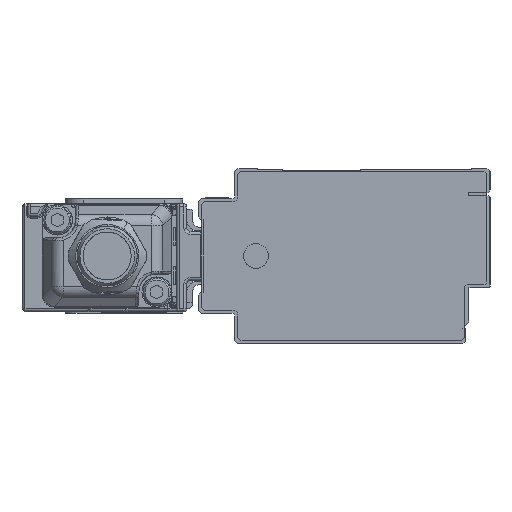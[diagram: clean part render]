
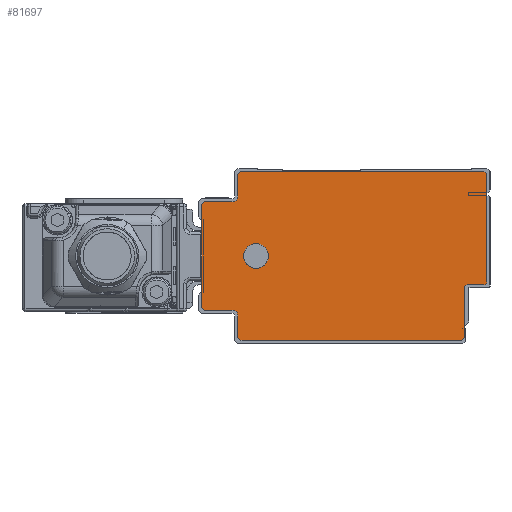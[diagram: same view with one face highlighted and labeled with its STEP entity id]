
A CAD part, left-side view. The second image highlights one B-rep face of the part: STEP entity #81697.
In plain terms, the highlighted planar face has unit normal (-1, 0, 0).
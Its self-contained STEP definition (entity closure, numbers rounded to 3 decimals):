
#80169=AXIS2_PLACEMENT_3D('Circle Axis2P3D',#80167,#80168,$) ;
#80207=AXIS2_PLACEMENT_3D('Circle Axis2P3D',#80205,#80206,$) ;
#80245=AXIS2_PLACEMENT_3D('Circle Axis2P3D',#80243,#80244,$) ;
#80283=AXIS2_PLACEMENT_3D('Circle Axis2P3D',#80281,#80282,$) ;
#81580=AXIS2_PLACEMENT_3D('Plane Axis2P3D',#81577,#81578,#81579) ;
#81584=AXIS2_PLACEMENT_3D('Circle Axis2P3D',#81582,#81583,$) ;
#81598=AXIS2_PLACEMENT_3D('Circle Axis2P3D',#81596,#81597,$) ;
#81612=AXIS2_PLACEMENT_3D('Circle Axis2P3D',#81610,#81611,$) ;
#81626=AXIS2_PLACEMENT_3D('Circle Axis2P3D',#81624,#81625,$) ;
#81640=AXIS2_PLACEMENT_3D('Circle Axis2P3D',#81638,#81639,$) ;
#81654=AXIS2_PLACEMENT_3D('Circle Axis2P3D',#81652,#81653,$) ;
#81681=AXIS2_PLACEMENT_3D('Circle Axis2P3D',#81679,#81680,$) ;
#81690=AXIS2_PLACEMENT_3D('Circle Axis2P3D',#81688,#81689,$) ;
#80125=CARTESIAN_POINT('Line Origine',(-675.5,44.,14.5)) ;
#80129=CARTESIAN_POINT('Vertex',(-675.5,44.,6.)) ;
#80131=CARTESIAN_POINT('Vertex',(-675.5,44.,23.)) ;
#80167=CARTESIAN_POINT('Axis2P3D Location',(-675.5,43.5,23.)) ;
#80171=CARTESIAN_POINT('Vertex',(-675.5,43.5,23.5)) ;
#80186=CARTESIAN_POINT('Line Origine',(-675.5,41.25,23.5)) ;
#80190=CARTESIAN_POINT('Vertex',(-675.5,39.,23.5)) ;
#80205=CARTESIAN_POINT('Axis2P3D Location',(-675.5,39.,24.5)) ;
#80209=CARTESIAN_POINT('Vertex',(-675.5,38.,24.5)) ;
#80224=CARTESIAN_POINT('Line Origine',(-675.5,38.,26.25)) ;
#80228=CARTESIAN_POINT('Vertex',(-675.5,38.,28.)) ;
#80243=CARTESIAN_POINT('Axis2P3D Location',(-675.5,37.5,28.)) ;
#80247=CARTESIAN_POINT('Vertex',(-675.5,37.5,28.5)) ;
#80262=CARTESIAN_POINT('Line Origine',(-675.5,17.25,28.5)) ;
#80266=CARTESIAN_POINT('Vertex',(-675.5,-3.,28.5)) ;
#80281=CARTESIAN_POINT('Axis2P3D Location',(-675.5,-3.,28.)) ;
#80285=CARTESIAN_POINT('Vertex',(-675.5,-3.5,28.)) ;
#80300=CARTESIAN_POINT('Line Origine',(-675.5,-3.5,19.1)) ;
#80304=CARTESIAN_POINT('Vertex',(-675.5,-3.5,10.2)) ;
#81577=CARTESIAN_POINT('Axis2P3D Location',(-675.5,0.,0.)) ;
#81582=CARTESIAN_POINT('Axis2P3D Location',(-675.5,43.5,6.)) ;
#81586=CARTESIAN_POINT('Vertex',(-675.5,43.5,5.5)) ;
#81589=CARTESIAN_POINT('Line Origine',(-675.5,41.25,5.5)) ;
#81593=CARTESIAN_POINT('Vertex',(-675.5,39.,5.5)) ;
#81596=CARTESIAN_POINT('Axis2P3D Location',(-675.5,39.,4.5)) ;
#81600=CARTESIAN_POINT('Vertex',(-675.5,38.,4.5)) ;
#81603=CARTESIAN_POINT('Line Origine',(-675.5,38.,2.75)) ;
#81607=CARTESIAN_POINT('Vertex',(-675.5,38.,1.)) ;
#81610=CARTESIAN_POINT('Axis2P3D Location',(-675.5,37.5,1.)) ;
#81614=CARTESIAN_POINT('Vertex',(-675.5,37.5,0.5)) ;
#81617=CARTESIAN_POINT('Line Origine',(-675.5,19.15,0.5)) ;
#81621=CARTESIAN_POINT('Vertex',(-675.5,0.8,0.5)) ;
#81624=CARTESIAN_POINT('Axis2P3D Location',(-675.5,0.8,1.)) ;
#81628=CARTESIAN_POINT('Vertex',(-675.5,0.3,1.)) ;
#81631=CARTESIAN_POINT('Line Origine',(-675.5,0.3,5.1)) ;
#81635=CARTESIAN_POINT('Vertex',(-675.5,0.3,9.2)) ;
#81638=CARTESIAN_POINT('Axis2P3D Location',(-675.5,-0.2,9.2)) ;
#81642=CARTESIAN_POINT('Vertex',(-675.5,-0.2,9.7)) ;
#81645=CARTESIAN_POINT('Line Origine',(-675.5,-1.6,9.7)) ;
#81649=CARTESIAN_POINT('Vertex',(-675.5,-3.,9.7)) ;
#81652=CARTESIAN_POINT('Axis2P3D Location',(-675.5,-3.,10.2)) ;
#81679=CARTESIAN_POINT('Axis2P3D Location',(-675.5,35.,14.5)) ;
#81683=CARTESIAN_POINT('Vertex',(-675.5,33.186,13.509)) ;
#81685=CARTESIAN_POINT('Vertex',(-675.5,36.814,15.491)) ;
#81688=CARTESIAN_POINT('Axis2P3D Location',(-675.5,35.,14.5)) ;
#80126=DIRECTION('Vector Direction',(0.,0.,1.)) ;
#80168=DIRECTION('Axis2P3D Direction',(1.,0.,0.)) ;
#80187=DIRECTION('Vector Direction',(0.,1.,0.)) ;
#80206=DIRECTION('Axis2P3D Direction',(1.,0.,0.)) ;
#80225=DIRECTION('Vector Direction',(0.,0.,1.)) ;
#80244=DIRECTION('Axis2P3D Direction',(1.,0.,0.)) ;
#80263=DIRECTION('Vector Direction',(0.,1.,0.)) ;
#80282=DIRECTION('Axis2P3D Direction',(1.,0.,-0.)) ;
#80301=DIRECTION('Vector Direction',(0.,0.,-1.)) ;
#81578=DIRECTION('Axis2P3D Direction',(1.,0.,0.)) ;
#81579=DIRECTION('Axis2P3D XDirection',(0.,1.,0.)) ;
#81583=DIRECTION('Axis2P3D Direction',(1.,0.,0.)) ;
#81590=DIRECTION('Vector Direction',(0.,-1.,0.)) ;
#81597=DIRECTION('Axis2P3D Direction',(1.,0.,0.)) ;
#81604=DIRECTION('Vector Direction',(0.,0.,1.)) ;
#81611=DIRECTION('Axis2P3D Direction',(1.,0.,0.)) ;
#81618=DIRECTION('Vector Direction',(0.,-1.,0.)) ;
#81625=DIRECTION('Axis2P3D Direction',(1.,0.,0.)) ;
#81632=DIRECTION('Vector Direction',(0.,0.,-1.)) ;
#81639=DIRECTION('Axis2P3D Direction',(1.,0.,0.)) ;
#81646=DIRECTION('Vector Direction',(0.,1.,0.)) ;
#81653=DIRECTION('Axis2P3D Direction',(1.,0.,0.)) ;
#81680=DIRECTION('Axis2P3D Direction',(1.,0.,0.)) ;
#81689=DIRECTION('Axis2P3D Direction',(1.,0.,0.)) ;
#80127=VECTOR('Line Direction',#80126,1.) ;
#80188=VECTOR('Line Direction',#80187,1.) ;
#80226=VECTOR('Line Direction',#80225,1.) ;
#80264=VECTOR('Line Direction',#80263,1.) ;
#80302=VECTOR('Line Direction',#80301,1.) ;
#81591=VECTOR('Line Direction',#81590,1.) ;
#81605=VECTOR('Line Direction',#81604,1.) ;
#81619=VECTOR('Line Direction',#81618,1.) ;
#81633=VECTOR('Line Direction',#81632,1.) ;
#81647=VECTOR('Line Direction',#81646,1.) ;
#81658=ORIENTED_EDGE('',*,*,#80268,.F.) ;
#81659=ORIENTED_EDGE('',*,*,#80249,.F.) ;
#81660=ORIENTED_EDGE('',*,*,#80230,.F.) ;
#81661=ORIENTED_EDGE('',*,*,#80211,.F.) ;
#81662=ORIENTED_EDGE('',*,*,#80192,.F.) ;
#81663=ORIENTED_EDGE('',*,*,#80173,.F.) ;
#81664=ORIENTED_EDGE('',*,*,#80133,.F.) ;
#81665=ORIENTED_EDGE('',*,*,#81588,.F.) ;
#81666=ORIENTED_EDGE('',*,*,#81595,.F.) ;
#81667=ORIENTED_EDGE('',*,*,#81602,.F.) ;
#81668=ORIENTED_EDGE('',*,*,#81609,.F.) ;
#81669=ORIENTED_EDGE('',*,*,#81616,.F.) ;
#81670=ORIENTED_EDGE('',*,*,#81623,.F.) ;
#81671=ORIENTED_EDGE('',*,*,#81630,.F.) ;
#81672=ORIENTED_EDGE('',*,*,#81637,.F.) ;
#81673=ORIENTED_EDGE('',*,*,#81644,.F.) ;
#81674=ORIENTED_EDGE('',*,*,#81651,.F.) ;
#81675=ORIENTED_EDGE('',*,*,#81656,.F.) ;
#81676=ORIENTED_EDGE('',*,*,#80306,.F.) ;
#81677=ORIENTED_EDGE('',*,*,#80287,.F.) ;
#81694=ORIENTED_EDGE('',*,*,#81687,.T.) ;
#81695=ORIENTED_EDGE('',*,*,#81692,.T.) ;
#81696=FACE_BOUND('',#81693,.T.) ;
#81697=ADVANCED_FACE('\X2\FF8EFF9EFF83FF9EFF68FF70\X0\.2',(#81678,#81696),#81581,.F.) ;
#80170=CIRCLE('generated circle',#80169,0.5) ;
#80208=CIRCLE('generated circle',#80207,1.) ;
#80246=CIRCLE('generated circle',#80245,0.5) ;
#80284=CIRCLE('generated circle',#80283,0.5) ;
#81585=CIRCLE('generated circle',#81584,0.5) ;
#81599=CIRCLE('generated circle',#81598,1.) ;
#81613=CIRCLE('generated circle',#81612,0.5) ;
#81627=CIRCLE('generated circle',#81626,0.5) ;
#81641=CIRCLE('generated circle',#81640,0.5) ;
#81655=CIRCLE('generated circle',#81654,0.5) ;
#81682=CIRCLE('generated circle',#81681,2.067) ;
#81691=CIRCLE('generated circle',#81690,2.067) ;
#80133=EDGE_CURVE('',#80130,#80132,#80128,.T.) ;
#80173=EDGE_CURVE('',#80132,#80172,#80170,.T.) ;
#80192=EDGE_CURVE('',#80172,#80191,#80189,.F.) ;
#80211=EDGE_CURVE('',#80191,#80210,#80208,.F.) ;
#80230=EDGE_CURVE('',#80210,#80229,#80227,.T.) ;
#80249=EDGE_CURVE('',#80229,#80248,#80246,.T.) ;
#80268=EDGE_CURVE('',#80248,#80267,#80265,.F.) ;
#80287=EDGE_CURVE('',#80267,#80286,#80284,.T.) ;
#80306=EDGE_CURVE('',#80286,#80305,#80303,.T.) ;
#81588=EDGE_CURVE('',#81587,#80130,#81585,.T.) ;
#81595=EDGE_CURVE('',#81594,#81587,#81592,.F.) ;
#81602=EDGE_CURVE('',#81601,#81594,#81599,.F.) ;
#81609=EDGE_CURVE('',#81608,#81601,#81606,.T.) ;
#81616=EDGE_CURVE('',#81615,#81608,#81613,.T.) ;
#81623=EDGE_CURVE('',#81622,#81615,#81620,.F.) ;
#81630=EDGE_CURVE('',#81629,#81622,#81627,.T.) ;
#81637=EDGE_CURVE('',#81636,#81629,#81634,.T.) ;
#81644=EDGE_CURVE('',#81643,#81636,#81641,.F.) ;
#81651=EDGE_CURVE('',#81650,#81643,#81648,.T.) ;
#81656=EDGE_CURVE('',#80305,#81650,#81655,.T.) ;
#81687=EDGE_CURVE('',#81684,#81686,#81682,.T.) ;
#81692=EDGE_CURVE('',#81686,#81684,#81691,.T.) ;
#81657=EDGE_LOOP('',(#81658,#81659,#81660,#81661,#81662,#81663,#81664,#81665,#81666,#81667,#81668,#81669,#81670,#81671,#81672,#81673,#81674,#81675,#81676,#81677)) ;
#81693=EDGE_LOOP('',(#81694,#81695)) ;
#81678=FACE_OUTER_BOUND('',#81657,.T.) ;
#80128=LINE('Line',#80125,#80127) ;
#80189=LINE('Line',#80186,#80188) ;
#80227=LINE('Line',#80224,#80226) ;
#80265=LINE('Line',#80262,#80264) ;
#80303=LINE('Line',#80300,#80302) ;
#81592=LINE('Line',#81589,#81591) ;
#81606=LINE('Line',#81603,#81605) ;
#81620=LINE('Line',#81617,#81619) ;
#81634=LINE('Line',#81631,#81633) ;
#81648=LINE('Line',#81645,#81647) ;
#81581=PLANE('Plane',#81580) ;
#80130=VERTEX_POINT('',#80129) ;
#80132=VERTEX_POINT('',#80131) ;
#80172=VERTEX_POINT('',#80171) ;
#80191=VERTEX_POINT('',#80190) ;
#80210=VERTEX_POINT('',#80209) ;
#80229=VERTEX_POINT('',#80228) ;
#80248=VERTEX_POINT('',#80247) ;
#80267=VERTEX_POINT('',#80266) ;
#80286=VERTEX_POINT('',#80285) ;
#80305=VERTEX_POINT('',#80304) ;
#81587=VERTEX_POINT('',#81586) ;
#81594=VERTEX_POINT('',#81593) ;
#81601=VERTEX_POINT('',#81600) ;
#81608=VERTEX_POINT('',#81607) ;
#81615=VERTEX_POINT('',#81614) ;
#81622=VERTEX_POINT('',#81621) ;
#81629=VERTEX_POINT('',#81628) ;
#81636=VERTEX_POINT('',#81635) ;
#81643=VERTEX_POINT('',#81642) ;
#81650=VERTEX_POINT('',#81649) ;
#81684=VERTEX_POINT('',#81683) ;
#81686=VERTEX_POINT('',#81685) ;
